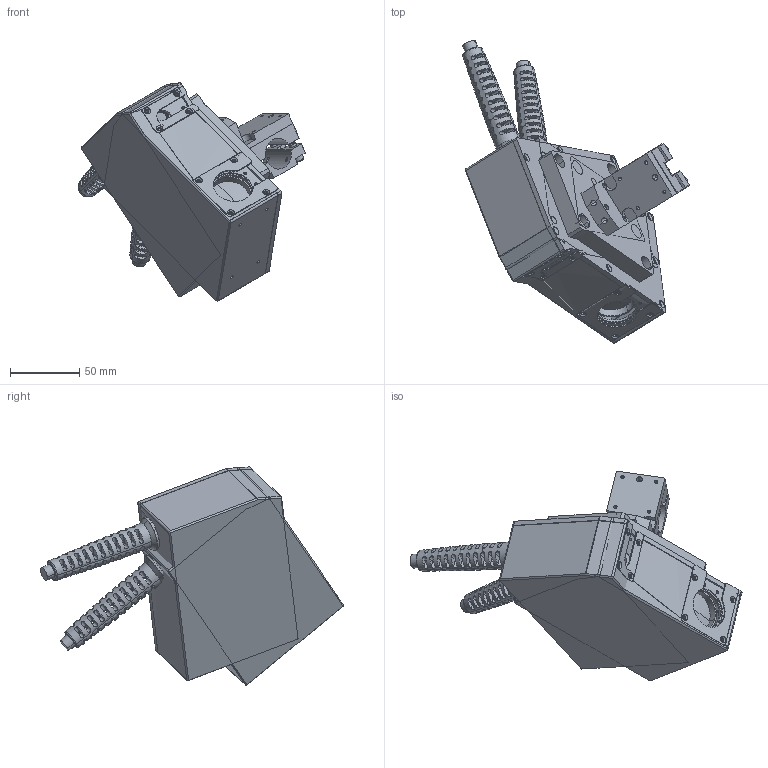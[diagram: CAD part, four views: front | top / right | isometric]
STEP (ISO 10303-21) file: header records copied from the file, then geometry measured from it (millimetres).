
FILE_DESCRIPTION (( 'STEP AP214' ), '1' );
FILE_NAME ('Scanner.STEP', '2022-09-18T20:56:37', ( '' ), ( '' ), 'SwSTEP 2.0', 'SolidWorks 2019', '' );
FILE_SCHEMA (( 'AUTOMOTIVE_DESIGN' ));
Length unit declared in the file: millimetre
Products named in the file (13): __3D____________2-g0.STEP; 铁塔工作站总装图.STEP; __________________-g0.STEP; BA006N-A001_catiaassy.stp-g0.STEP; BA006N-A001_catiaassy-g0.STEP; 0-____3D____-g0.STEP; 3D____-________-g0.STEP; 3DC02_MECH_BK_06_03_VA^3D____-________-g0.STEP; __________________-g0-11.STEP; __________ M5X10^3D____-________-g0.STEP; Scanner; 3DC02_MECH_BK_06_05_VA^3D____-________-g0.STEP; 3DC02_MECH_BK_06_02_VA^3D____-________-g0.STEP
Assembly tree (23 placements, depth 8):
  Scanner
    铁塔工作站总装图.STEP
      __________________-g0.STEP
        BA006N-A001_catiaassy-g0.STEP
          BA006N-A001_catiaassy.stp-g0.STEP
            __3D____________2-g0.STEP
              3D____-________-g0.STEP
                3DC02_MECH_BK_06_02_VA^3D____-________-g0.STEP
                3DC02_MECH_BK_06_03_VA^3D____-________-g0.STEP
                3DC02_MECH_BK_06_05_VA^3D____-________-g0.STEP
                __________ M5X10^3D____-________-g0.STEP  x10
                0-____3D____-g0.STEP  x2
                __________________-g0-11.STEP  x2
Bounding box: 163.55 x 218.45 x 157.58 mm (x, y, z)
Volume: 164620.3 mm3; surface area: 217587.7 mm2
Topology: 15 solids, 31 shells, 1469 faces, 4191 edges, 2760 vertices
Faces by surface type: cylinder 671, plane 586, cone 136, bspline 64, torus 8, sphere 4
Entity records: 33804 total; most frequent: CARTESIAN_POINT 17605, ORIENTED_EDGE 3669, DIRECTION 2175, EDGE_CURVE 2018, B_SPLINE_CURVE_WITH_KNOTS 1359, VERTEX_POINT 1356, AXIS2_PLACEMENT_3D 937, EDGE_LOOP 881
